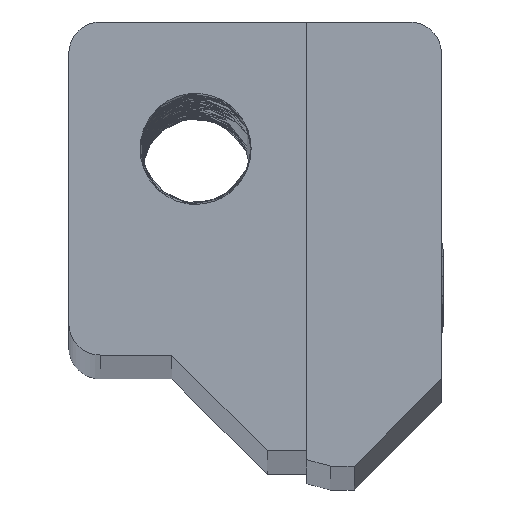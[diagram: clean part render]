
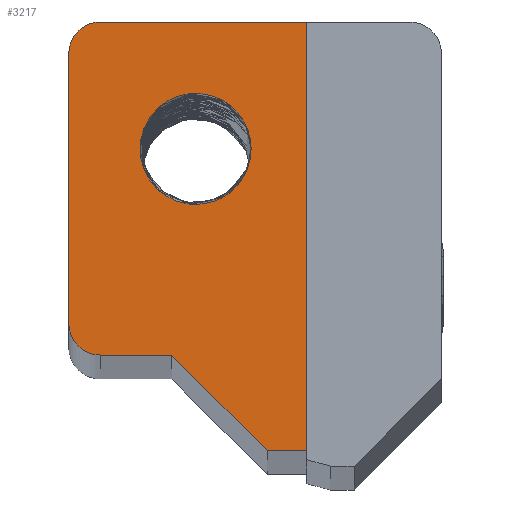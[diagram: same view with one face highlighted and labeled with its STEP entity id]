
A CAD part, top view. The second image highlights one B-rep face of the part: STEP entity #3217.
In plain terms, the highlighted planar face has unit normal (0, 0, 1).
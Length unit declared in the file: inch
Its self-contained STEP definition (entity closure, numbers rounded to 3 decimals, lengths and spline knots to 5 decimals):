
#336=CARTESIAN_POINT('',(-45.0106,22.64497,24.99919));
#337=VERTEX_POINT('',#336);
#344=CARTESIAN_POINT('',(-45.0106,20.95747,24.99919));
#345=VERTEX_POINT('',#344);
#346=CARTESIAN_POINT('',(-45.0106,20.95747,24.99919));
#347=DIRECTION('',(0.0,1.0,0.0));
#348=VECTOR('',#347,1.6875);
#349=LINE('',#346,#348);
#350=EDGE_CURVE('',#345,#337,#349,.T.);
#2251=CARTESIAN_POINT('',(-45.9481,21.45747,24.99919));
#2252=VERTEX_POINT('',#2251);
#2259=CARTESIAN_POINT('',(-45.9481,22.51997,24.99919));
#2260=VERTEX_POINT('',#2259);
#2261=CARTESIAN_POINT('',(-45.9481,22.51997,24.99919));
#2262=DIRECTION('',(0.0,-1.0,0.0));
#2263=VECTOR('',#2262,1.0625);
#2264=LINE('',#2261,#2263);
#2265=EDGE_CURVE('',#2260,#2252,#2264,.T.);
#2973=CARTESIAN_POINT('',(-45.22935,22.14497,24.99919));
#2974=VERTEX_POINT('',#2973);
#2975=CARTESIAN_POINT('',(-45.4481,22.14497,24.99919));
#2976=DIRECTION('',(0.0,0.0,-1.0));
#2977=DIRECTION('',(1.0,0.0,0.0));
#2978=AXIS2_PLACEMENT_3D('',#2975,#2976,#2977);
#2979=CIRCLE('',#2978,0.21875);
#2980=EDGE_CURVE('',#2974,#2974,#2979,.T.);
#3022=CARTESIAN_POINT('',(-45.8231,21.33247,24.99919));
#3023=VERTEX_POINT('',#3022);
#3030=CARTESIAN_POINT('',(-45.8231,21.45747,24.99919));
#3031=DIRECTION('',(0.0,0.0,1.0));
#3032=DIRECTION('',(0.0,1.0,0.0));
#3033=AXIS2_PLACEMENT_3D('',#3030,#3031,#3032);
#3034=CIRCLE('',#3033,0.125);
#3035=EDGE_CURVE('',#2252,#3023,#3034,.T.);
#3054=CARTESIAN_POINT('',(-45.5416,21.33247,24.99919));
#3055=VERTEX_POINT('',#3054);
#3062=CARTESIAN_POINT('',(-45.8231,21.33247,24.99919));
#3063=DIRECTION('',(1.0,0.0,0.0));
#3064=VECTOR('',#3063,0.2815);
#3065=LINE('',#3062,#3064);
#3066=EDGE_CURVE('',#3023,#3055,#3065,.T.);
#3085=CARTESIAN_POINT('',(-45.1666,20.95747,24.99919));
#3086=VERTEX_POINT('',#3085);
#3093=CARTESIAN_POINT('',(-45.5416,21.33247,24.99919));
#3094=DIRECTION('',(0.707,-0.707,0.0));
#3095=VECTOR('',#3094,0.53033);
#3096=LINE('',#3093,#3095);
#3097=EDGE_CURVE('',#3055,#3086,#3096,.T.);
#3115=CARTESIAN_POINT('',(-45.1666,20.95747,24.99919));
#3116=DIRECTION('',(1.0,0.0,0.0));
#3117=VECTOR('',#3116,0.156);
#3118=LINE('',#3115,#3117);
#3119=EDGE_CURVE('',#3086,#345,#3118,.T.);
#3138=CARTESIAN_POINT('',(-45.8231,22.64497,24.99919));
#3139=VERTEX_POINT('',#3138);
#3146=CARTESIAN_POINT('',(-45.0106,22.64497,24.99919));
#3147=DIRECTION('',(-1.0,0.0,0.0));
#3148=VECTOR('',#3147,0.8125);
#3149=LINE('',#3146,#3148);
#3150=EDGE_CURVE('',#337,#3139,#3149,.T.);
#3169=CARTESIAN_POINT('',(-45.8231,22.51997,24.99919));
#3170=DIRECTION('',(0.0,0.0,1.0));
#3171=DIRECTION('',(1.0,0.0,0.0));
#3172=AXIS2_PLACEMENT_3D('',#3169,#3170,#3171);
#3173=CIRCLE('',#3172,0.125);
#3174=EDGE_CURVE('',#3139,#2260,#3173,.T.);
#3199=CARTESIAN_POINT('',(-45.42889,21.87166,24.99919));
#3200=DIRECTION('',(0.0,0.0,-1.0));
#3201=DIRECTION('',(-1.0,0.0,0.0));
#3202=AXIS2_PLACEMENT_3D('',#3199,#3200,#3201);
#3203=PLANE('',#3202);
#3204=ORIENTED_EDGE('',*,*,#2265,.T.);
#3205=ORIENTED_EDGE('',*,*,#3035,.T.);
#3206=ORIENTED_EDGE('',*,*,#3066,.T.);
#3207=ORIENTED_EDGE('',*,*,#3097,.T.);
#3208=ORIENTED_EDGE('',*,*,#3119,.T.);
#3209=ORIENTED_EDGE('',*,*,#350,.T.);
#3210=ORIENTED_EDGE('',*,*,#3150,.T.);
#3211=ORIENTED_EDGE('',*,*,#3174,.T.);
#3212=EDGE_LOOP('',(#3204,#3205,#3206,#3207,#3208,#3209,#3210,#3211));
#3213=FACE_OUTER_BOUND('',#3212,.T.);
#3214=ORIENTED_EDGE('',*,*,#2980,.T.);
#3215=EDGE_LOOP('',(#3214));
#3216=FACE_BOUND('',#3215,.T.);
#3217=ADVANCED_FACE('',(#3213,#3216),#3203,.F.);
